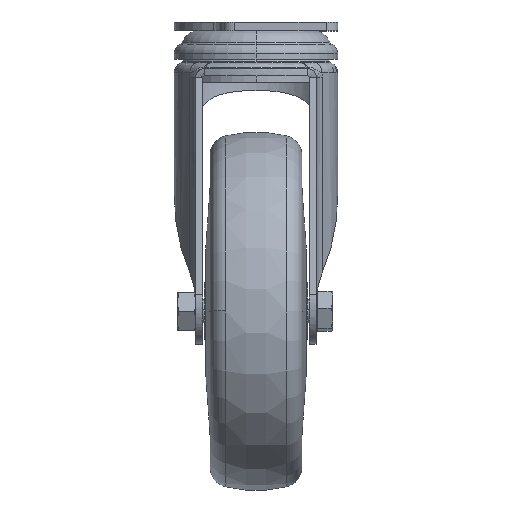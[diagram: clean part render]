
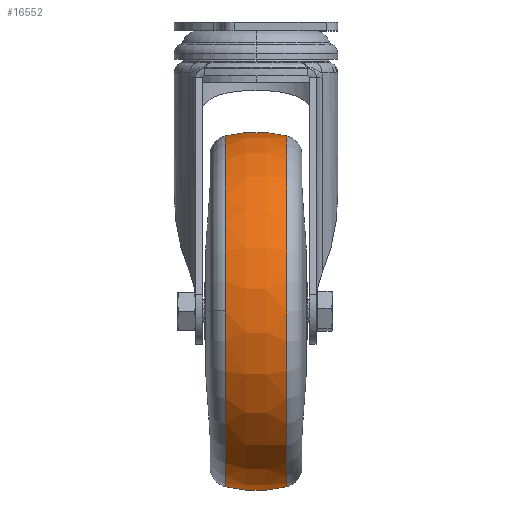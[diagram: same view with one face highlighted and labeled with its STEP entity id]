
A CAD part, top view. The second image highlights one B-rep face of the part: STEP entity #16552.
In plain terms, the highlighted toroidal (fillet/blend) face has major radius 17.5 mm and minor radius 45 mm.
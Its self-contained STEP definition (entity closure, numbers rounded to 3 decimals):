
#386 = CARTESIAN_POINT ( 'NONE',  ( 0., 17.5, 0. ) ) ;
#451 = VERTEX_POINT ( 'NONE', #2214 ) ;
#457 = VERTEX_POINT ( 'NONE', #8485 ) ;
#654 = CIRCLE ( 'NONE', #16071, 61.22 ) ;
#1434 = DIRECTION ( 'NONE',  ( 0., 0., -1. ) ) ;
#2214 = CARTESIAN_POINT ( 'NONE',  ( -10.658, 0., 61.22 ) ) ;
#3097 = DIRECTION ( 'NONE',  ( 0., 0., -1. ) ) ;
#3735 = EDGE_CURVE ( 'NONE', #451, #457, #18282, .T. ) ;
#4510 = EDGE_CURVE ( 'NONE', #14039, #16127, #11382, .T. ) ;
#4611 = DIRECTION ( 'NONE',  ( -1., 0., 0. ) ) ;
#5125 = AXIS2_PLACEMENT_3D ( 'NONE', #7010, #5468, #18036 ) ;
#5468 = DIRECTION ( 'NONE',  ( 1., 0., 0. ) ) ;
#6062 = CARTESIAN_POINT ( 'NONE',  ( 10.658, 61.22, 0. ) ) ;
#7010 = CARTESIAN_POINT ( 'NONE',  ( -10.658, 0., 0. ) ) ;
#7743 = CARTESIAN_POINT ( 'NONE',  ( 10.658, 0., 0. ) ) ;
#8485 = CARTESIAN_POINT ( 'NONE',  ( -10.658, -61.22, 0. ) ) ;
#8489 = AXIS2_PLACEMENT_3D ( 'NONE', #10474, #1434, #4611 ) ;
#9013 = EDGE_CURVE ( 'NONE', #15579, #457, #16695, .T. ) ;
#9464 = EDGE_LOOP ( 'NONE', ( #11246, #9714, #9732, #12850, #18762 ) ) ;
#9688 = EDGE_CURVE ( 'NONE', #16127, #451, #14091, .T. ) ;
#9714 = ORIENTED_EDGE ( 'NONE', *, *, #4510, .T. ) ;
#9732 = ORIENTED_EDGE ( 'NONE', *, *, #9688, .T. ) ;
#10213 = CARTESIAN_POINT ( 'NONE',  ( -10.658, 0., 0. ) ) ;
#10474 = CARTESIAN_POINT ( 'NONE',  ( 0., -17.5, 0. ) ) ;
#10622 = DIRECTION ( 'NONE',  ( 0., 0., -1. ) ) ;
#11246 = ORIENTED_EDGE ( 'NONE', *, *, #13795, .T. ) ;
#11382 = CIRCLE ( 'NONE', #13336, 45. ) ;
#11457 = AXIS2_PLACEMENT_3D ( 'NONE', #10213, #16484, #10622 ) ;
#12721 = FACE_OUTER_BOUND ( 'NONE', #9464, .T. ) ;
#12850 = ORIENTED_EDGE ( 'NONE', *, *, #3735, .T. ) ;
#12894 = AXIS2_PLACEMENT_3D ( 'NONE', #16123, #16812, #16321 ) ;
#13336 = AXIS2_PLACEMENT_3D ( 'NONE', #386, #14471, #17266 ) ;
#13795 = EDGE_CURVE ( 'NONE', #15579, #14039, #654, .T. ) ;
#14039 = VERTEX_POINT ( 'NONE', #6062 ) ;
#14091 = CIRCLE ( 'NONE', #11457, 61.22 ) ;
#14471 = DIRECTION ( 'NONE',  ( 0., 0., 1. ) ) ;
#15579 = VERTEX_POINT ( 'NONE', #18519 ) ;
#16071 = AXIS2_PLACEMENT_3D ( 'NONE', #7743, #18546, #3097 ) ;
#16123 = CARTESIAN_POINT ( 'NONE',  ( 0., 0., 0. ) ) ;
#16127 = VERTEX_POINT ( 'NONE', #18489 ) ;
#16321 = DIRECTION ( 'NONE',  ( 0., -1., 0. ) ) ;
#16484 = DIRECTION ( 'NONE',  ( 1., 0., 0. ) ) ;
#16552 = ADVANCED_FACE ( 'NONE', ( #12721 ), #19820, .T. ) ;
#16695 = CIRCLE ( 'NONE', #8489, 45. ) ;
#16812 = DIRECTION ( 'NONE',  ( -1., 0., 0. ) ) ;
#17266 = DIRECTION ( 'NONE',  ( 0., -1., 0. ) ) ;
#18036 = DIRECTION ( 'NONE',  ( 0., 0., -1. ) ) ;
#18282 = CIRCLE ( 'NONE', #5125, 61.22 ) ;
#18489 = CARTESIAN_POINT ( 'NONE',  ( -10.658, 61.22, 0. ) ) ;
#18519 = CARTESIAN_POINT ( 'NONE',  ( 10.658, -61.22, 0. ) ) ;
#18546 = DIRECTION ( 'NONE',  ( -1., 0., 0. ) ) ;
#18762 = ORIENTED_EDGE ( 'NONE', *, *, #9013, .F. ) ;
#19820 = TOROIDAL_SURFACE ( 'NONE', #12894, 17.5, 45. ) ;
